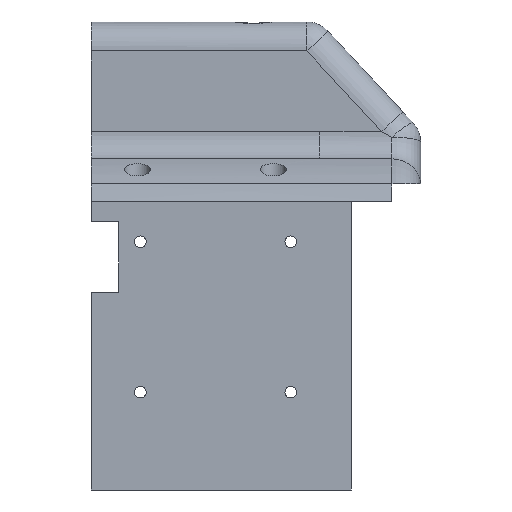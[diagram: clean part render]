
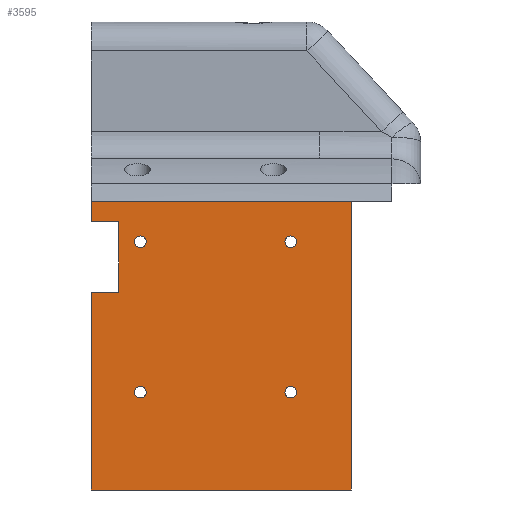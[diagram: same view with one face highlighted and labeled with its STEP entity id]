
A CAD part, front view. The second image highlights one B-rep face of the part: STEP entity #3595.
In plain terms, the highlighted planar face has unit normal (0, -1, 0).
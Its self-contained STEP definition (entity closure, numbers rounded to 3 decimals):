
#306=CARTESIAN_POINT('Vertex',(0.,-10.749,-9.582)) ;
#309=CARTESIAN_POINT('Line Origine',(22.5,-10.749,-9.582)) ;
#313=CARTESIAN_POINT('Vertex',(45.,-10.749,-9.582)) ;
#355=CARTESIAN_POINT('Axis2P3D Location',(45.,-10.749,0.)) ;
#435=CARTESIAN_POINT('Vertex',(45.,-10.749,-59.5)) ;
#438=CARTESIAN_POINT('Line Origine',(22.5,-10.749,-59.5)) ;
#442=CARTESIAN_POINT('Vertex',(0.,-10.749,-59.5)) ;
#469=CARTESIAN_POINT('Line Origine',(45.,-10.749,-34.541)) ;
#1212=CARTESIAN_POINT('Vertex',(9.5,-10.749,-16.582)) ;
#1215=CARTESIAN_POINT('Axis2P3D Location',(8.5,-10.749,-16.582)) ;
#1219=CARTESIAN_POINT('Vertex',(7.5,-10.749,-16.582)) ;
#1241=CARTESIAN_POINT('Axis2P3D Location',(8.5,-10.749,-16.582)) ;
#1269=CARTESIAN_POINT('Vertex',(9.5,-10.749,-42.582)) ;
#1272=CARTESIAN_POINT('Axis2P3D Location',(8.5,-10.749,-42.582)) ;
#1276=CARTESIAN_POINT('Vertex',(7.5,-10.749,-42.582)) ;
#1298=CARTESIAN_POINT('Axis2P3D Location',(8.5,-10.749,-42.582)) ;
#1326=CARTESIAN_POINT('Vertex',(35.5,-10.749,-16.582)) ;
#1329=CARTESIAN_POINT('Axis2P3D Location',(34.5,-10.749,-16.582)) ;
#1333=CARTESIAN_POINT('Vertex',(33.5,-10.749,-16.582)) ;
#1355=CARTESIAN_POINT('Axis2P3D Location',(34.5,-10.749,-16.582)) ;
#1383=CARTESIAN_POINT('Vertex',(35.5,-10.749,-42.582)) ;
#1386=CARTESIAN_POINT('Axis2P3D Location',(34.5,-10.749,-42.582)) ;
#1390=CARTESIAN_POINT('Vertex',(33.5,-10.749,-42.582)) ;
#1412=CARTESIAN_POINT('Axis2P3D Location',(34.5,-10.749,-42.582)) ;
#3289=CARTESIAN_POINT('Vertex',(0.,-10.749,-25.33)) ;
#3299=CARTESIAN_POINT('Line Origine',(0.,-10.749,-42.415)) ;
#3336=CARTESIAN_POINT('Vertex',(0.,-10.749,-13.075)) ;
#3339=CARTESIAN_POINT('Line Origine',(0.,-10.749,-11.329)) ;
#3550=CARTESIAN_POINT('Line Origine',(2.401,-10.749,-13.075)) ;
#3554=CARTESIAN_POINT('Vertex',(4.802,-10.749,-13.075)) ;
#3557=CARTESIAN_POINT('Line Origine',(4.802,-10.749,-19.203)) ;
#3561=CARTESIAN_POINT('Vertex',(4.802,-10.749,-25.33)) ;
#3564=CARTESIAN_POINT('Line Origine',(2.401,-10.749,-25.33)) ;
#310=DIRECTION('Vector Direction',(1.,0.,0.)) ;
#356=DIRECTION('Axis2P3D Direction',(-0.,-1.,-0.)) ;
#357=DIRECTION('Axis2P3D XDirection',(-1.,0.,0.)) ;
#439=DIRECTION('Vector Direction',(-1.,0.,0.)) ;
#470=DIRECTION('Vector Direction',(0.,0.,-1.)) ;
#1216=DIRECTION('Axis2P3D Direction',(0.,1.,0.)) ;
#1242=DIRECTION('Axis2P3D Direction',(0.,1.,0.)) ;
#1273=DIRECTION('Axis2P3D Direction',(0.,1.,0.)) ;
#1299=DIRECTION('Axis2P3D Direction',(0.,1.,0.)) ;
#1330=DIRECTION('Axis2P3D Direction',(0.,1.,0.)) ;
#1356=DIRECTION('Axis2P3D Direction',(0.,1.,0.)) ;
#1387=DIRECTION('Axis2P3D Direction',(0.,1.,0.)) ;
#1413=DIRECTION('Axis2P3D Direction',(0.,1.,0.)) ;
#3300=DIRECTION('Vector Direction',(0.,0.,-1.)) ;
#3340=DIRECTION('Vector Direction',(0.,0.,-1.)) ;
#3551=DIRECTION('Vector Direction',(1.,0.,0.)) ;
#3558=DIRECTION('Vector Direction',(0.,0.,1.)) ;
#3565=DIRECTION('Vector Direction',(-1.,0.,0.)) ;
#358=AXIS2_PLACEMENT_3D('Plane Axis2P3D',#355,#356,#357) ;
#1217=AXIS2_PLACEMENT_3D('Circle Axis2P3D',#1215,#1216,$) ;
#1243=AXIS2_PLACEMENT_3D('Circle Axis2P3D',#1241,#1242,$) ;
#1274=AXIS2_PLACEMENT_3D('Circle Axis2P3D',#1272,#1273,$) ;
#1300=AXIS2_PLACEMENT_3D('Circle Axis2P3D',#1298,#1299,$) ;
#1331=AXIS2_PLACEMENT_3D('Circle Axis2P3D',#1329,#1330,$) ;
#1357=AXIS2_PLACEMENT_3D('Circle Axis2P3D',#1355,#1356,$) ;
#1388=AXIS2_PLACEMENT_3D('Circle Axis2P3D',#1386,#1387,$) ;
#1414=AXIS2_PLACEMENT_3D('Circle Axis2P3D',#1412,#1413,$) ;
#3570=ORIENTED_EDGE('',*,*,#3303,.T.) ;
#3571=ORIENTED_EDGE('',*,*,#444,.T.) ;
#3572=ORIENTED_EDGE('',*,*,#473,.F.) ;
#3573=ORIENTED_EDGE('',*,*,#315,.F.) ;
#3574=ORIENTED_EDGE('',*,*,#3343,.T.) ;
#3575=ORIENTED_EDGE('',*,*,#3556,.F.) ;
#3576=ORIENTED_EDGE('',*,*,#3563,.F.) ;
#3577=ORIENTED_EDGE('',*,*,#3568,.F.) ;
#3580=ORIENTED_EDGE('',*,*,#1221,.F.) ;
#3581=ORIENTED_EDGE('',*,*,#1245,.F.) ;
#3584=ORIENTED_EDGE('',*,*,#1278,.F.) ;
#3585=ORIENTED_EDGE('',*,*,#1302,.F.) ;
#3588=ORIENTED_EDGE('',*,*,#1335,.F.) ;
#3589=ORIENTED_EDGE('',*,*,#1359,.F.) ;
#3592=ORIENTED_EDGE('',*,*,#1392,.F.) ;
#3593=ORIENTED_EDGE('',*,*,#1416,.F.) ;
#3582=FACE_BOUND('',#3579,.T.) ;
#3586=FACE_BOUND('',#3583,.T.) ;
#3590=FACE_BOUND('',#3587,.T.) ;
#3594=FACE_BOUND('',#3591,.T.) ;
#311=VECTOR('Line Direction',#310,1.) ;
#440=VECTOR('Line Direction',#439,1.) ;
#471=VECTOR('Line Direction',#470,1.) ;
#3301=VECTOR('Line Direction',#3300,1.) ;
#3341=VECTOR('Line Direction',#3340,1.) ;
#3552=VECTOR('Line Direction',#3551,1.) ;
#3559=VECTOR('Line Direction',#3558,1.) ;
#3566=VECTOR('Line Direction',#3565,1.) ;
#3595=ADVANCED_FACE('Support_runcam.1\\Corps principal',(#3578,#3582,#3586,#3590,#3594),#359,.T.) ;
#1218=CIRCLE('generated circle',#1217,1.) ;
#1244=CIRCLE('generated circle',#1243,1.) ;
#1275=CIRCLE('generated circle',#1274,1.) ;
#1301=CIRCLE('generated circle',#1300,1.) ;
#1332=CIRCLE('generated circle',#1331,1.) ;
#1358=CIRCLE('generated circle',#1357,1.) ;
#1389=CIRCLE('generated circle',#1388,1.) ;
#1415=CIRCLE('generated circle',#1414,1.) ;
#315=EDGE_CURVE('',#307,#314,#312,.T.) ;
#444=EDGE_CURVE('',#443,#436,#441,.F.) ;
#473=EDGE_CURVE('',#314,#436,#472,.T.) ;
#1221=EDGE_CURVE('',#1213,#1220,#1218,.F.) ;
#1245=EDGE_CURVE('',#1220,#1213,#1244,.F.) ;
#1278=EDGE_CURVE('',#1270,#1277,#1275,.F.) ;
#1302=EDGE_CURVE('',#1277,#1270,#1301,.F.) ;
#1335=EDGE_CURVE('',#1327,#1334,#1332,.F.) ;
#1359=EDGE_CURVE('',#1334,#1327,#1358,.F.) ;
#1392=EDGE_CURVE('',#1384,#1391,#1389,.F.) ;
#1416=EDGE_CURVE('',#1391,#1384,#1415,.F.) ;
#3303=EDGE_CURVE('',#3290,#443,#3302,.T.) ;
#3343=EDGE_CURVE('',#307,#3337,#3342,.T.) ;
#3556=EDGE_CURVE('',#3555,#3337,#3553,.F.) ;
#3563=EDGE_CURVE('',#3562,#3555,#3560,.T.) ;
#3568=EDGE_CURVE('',#3290,#3562,#3567,.F.) ;
#3569=EDGE_LOOP('',(#3570,#3571,#3572,#3573,#3574,#3575,#3576,#3577)) ;
#3579=EDGE_LOOP('',(#3580,#3581)) ;
#3583=EDGE_LOOP('',(#3584,#3585)) ;
#3587=EDGE_LOOP('',(#3588,#3589)) ;
#3591=EDGE_LOOP('',(#3592,#3593)) ;
#3578=FACE_OUTER_BOUND('',#3569,.T.) ;
#312=LINE('Line',#309,#311) ;
#441=LINE('Line',#438,#440) ;
#472=LINE('Line',#469,#471) ;
#3302=LINE('Line',#3299,#3301) ;
#3342=LINE('Line',#3339,#3341) ;
#3553=LINE('Line',#3550,#3552) ;
#3560=LINE('Line',#3557,#3559) ;
#3567=LINE('Line',#3564,#3566) ;
#359=PLANE('Plane',#358) ;
#307=VERTEX_POINT('',#306) ;
#314=VERTEX_POINT('',#313) ;
#436=VERTEX_POINT('',#435) ;
#443=VERTEX_POINT('',#442) ;
#1213=VERTEX_POINT('',#1212) ;
#1220=VERTEX_POINT('',#1219) ;
#1270=VERTEX_POINT('',#1269) ;
#1277=VERTEX_POINT('',#1276) ;
#1327=VERTEX_POINT('',#1326) ;
#1334=VERTEX_POINT('',#1333) ;
#1384=VERTEX_POINT('',#1383) ;
#1391=VERTEX_POINT('',#1390) ;
#3290=VERTEX_POINT('',#3289) ;
#3337=VERTEX_POINT('',#3336) ;
#3555=VERTEX_POINT('',#3554) ;
#3562=VERTEX_POINT('',#3561) ;
